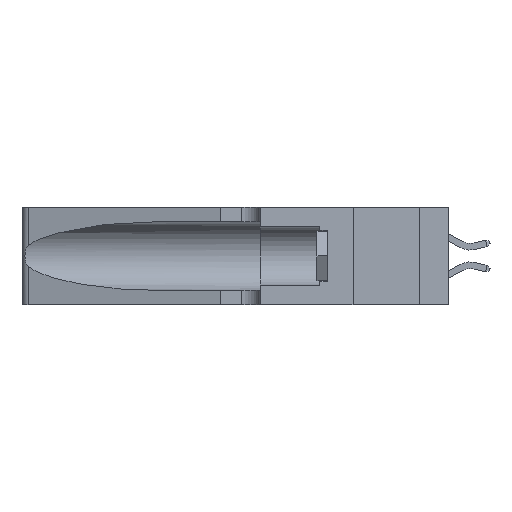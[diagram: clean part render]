
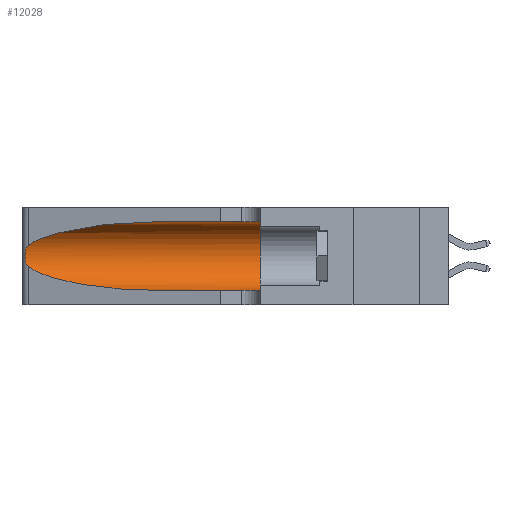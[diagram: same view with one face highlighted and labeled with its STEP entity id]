
A CAD part, left-side view. The second image highlights one B-rep face of the part: STEP entity #12028.
In plain terms, the highlighted cylindrical face has radius 3.308 mm (diameter 6.617 mm), a partial arc.
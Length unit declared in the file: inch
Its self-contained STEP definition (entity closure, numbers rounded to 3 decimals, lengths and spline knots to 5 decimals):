
#1725 = DIRECTION ( 'NONE',  ( 0., 0., -1. ) ) ;
#1823 = EDGE_CURVE ( 'NONE', #16392, #37035, #39944, .T. ) ;
#2114 =( BOUNDED_CURVE ( )  B_SPLINE_CURVE ( 3, ( #38148, #16783, #25967, #7509 ),
 .UNSPECIFIED., .F., .F. ) 
 B_SPLINE_CURVE_WITH_KNOTS ( ( 4, 4 ),
 ( 3.44316, 4.71239 ),
 .UNSPECIFIED. ) 
 CURVE ( )  GEOMETRIC_REPRESENTATION_ITEM ( )  RATIONAL_B_SPLINE_CURVE ( ( 1., 0.87, 0.87, 1. ) ) 
 REPRESENTATION_ITEM ( '' )  );
#2397 = AXIS2_PLACEMENT_3D ( 'NONE', #32523, #14193, #35575 ) ;
#3594 = CARTESIAN_POINT ( 'NONE',  ( 0.18966, 0.96281, 0.31525 ) ) ;
#4245 = EDGE_CURVE ( 'NONE', #23689, #5508, #16697, .T. ) ;
#5093 = CARTESIAN_POINT ( 'NONE',  ( 0.25787, 1.23484, 0.2124 ) ) ;
#5508 = VERTEX_POINT ( 'NONE', #30043 ) ;
#5550 = AXIS2_PLACEMENT_3D ( 'NONE', #23662, #23528, #1725 ) ;
#7509 = CARTESIAN_POINT ( 'NONE',  ( 0.1305, 0.72297, 0.05475 ) ) ;
#7597 = EDGE_LOOP ( 'NONE', ( #13017, #39369, #9607, #27877, #38898, #26445 ) ) ;
#8280 = CARTESIAN_POINT ( 'NONE',  ( 0.26018, 1.23835, 0.19895 ) ) ;
#8632 = FACE_OUTER_BOUND ( 'NONE', #7597, .T. ) ;
#8812 = CARTESIAN_POINT ( 'NONE',  ( 0.1305, 0.72297, 0.31525 ) ) ;
#9215 = VERTEX_POINT ( 'NONE', #38064 ) ;
#9607 = ORIENTED_EDGE ( 'NONE', *, *, #9920, .T. ) ;
#9920 = EDGE_CURVE ( 'NONE', #36096, #9215, #2114, .T. ) ;
#9937 = CARTESIAN_POINT ( 'NONE',  ( 0.25487, 1.22718, 0.22369 ) ) ;
#11420 = CARTESIAN_POINT ( 'NONE',  ( 0.26075, 1.23896, 0.178 ) ) ;
#12028 = ADVANCED_FACE ( 'NONE', ( #8632 ), #15950, .F. ) ;
#13017 = ORIENTED_EDGE ( 'NONE', *, *, #4245, .T. ) ;
#14193 = DIRECTION ( 'NONE',  ( 0., 1., 0. ) ) ;
#14563 = CARTESIAN_POINT ( 'NONE',  ( 0.25856, 1.23593, 0.16098 ) ) ;
#15950 = CYLINDRICAL_SURFACE ( 'NONE', #5550, 0.13025 ) ;
#15958 = DIRECTION ( 'NONE',  ( 0., -1., 0. ) ) ;
#16031 = CARTESIAN_POINT ( 'NONE',  ( 0.1305, 0.35, 0.05475 ) ) ;
#16392 = VERTEX_POINT ( 'NONE', #23822 ) ;
#16697 =( BOUNDED_CURVE ( )  B_SPLINE_CURVE ( 3, ( #28345, #3594, #22235, #9937 ),
 .UNSPECIFIED., .F., .F. ) 
 B_SPLINE_CURVE_WITH_KNOTS ( ( 4, 4 ),
 ( 1.5708, 2.84003 ),
 .UNSPECIFIED. ) 
 CURVE ( )  GEOMETRIC_REPRESENTATION_ITEM ( )  RATIONAL_B_SPLINE_CURVE ( ( 1., 0.87, 0.87, 1. ) ) 
 REPRESENTATION_ITEM ( '' )  );
#16783 = CARTESIAN_POINT ( 'NONE',  ( 0.2373, 1.15595, 0.08982 ) ) ;
#17658 = CARTESIAN_POINT ( 'NONE',  ( 0.25639, 1.23186, 0.15144 ) ) ;
#20597 = CARTESIAN_POINT ( 'NONE',  ( 0.25487, 1.22718, 0.22369 ) ) ;
#20736 = CARTESIAN_POINT ( 'NONE',  ( 0.25487, 1.22718, 0.14631 ) ) ;
#21178 = CARTESIAN_POINT ( 'NONE',  ( 0.25487, 1.22718, 0.14631 ) ) ;
#21593 = CARTESIAN_POINT ( 'NONE',  ( 0.1305, 1.61858, 0.05475 ) ) ;
#22235 = CARTESIAN_POINT ( 'NONE',  ( 0.2373, 1.15595, 0.28018 ) ) ;
#23528 = DIRECTION ( 'NONE',  ( 0., -1., 0. ) ) ;
#23594 = EDGE_CURVE ( 'NONE', #5508, #36096, #39236, .T. ) ;
#23662 = CARTESIAN_POINT ( 'NONE',  ( 0.1305, 1.61858, 0.185 ) ) ;
#23689 = VERTEX_POINT ( 'NONE', #8812 ) ;
#23704 = CARTESIAN_POINT ( 'NONE',  ( 0.25639, 1.23184, 0.21858 ) ) ;
#23822 = CARTESIAN_POINT ( 'NONE',  ( 0.1305, 0.35, 0.31525 ) ) ;
#25922 = VECTOR ( 'NONE', #30792, 39.37008 ) ;
#25967 = CARTESIAN_POINT ( 'NONE',  ( 0.18966, 0.96281, 0.05475 ) ) ;
#26347 = EDGE_CURVE ( 'NONE', #23689, #16392, #26498, .T. ) ;
#26445 = ORIENTED_EDGE ( 'NONE', *, *, #26347, .F. ) ;
#26498 = LINE ( 'NONE', #37317, #35582 ) ;
#26719 = CARTESIAN_POINT ( 'NONE',  ( 0.25854, 1.2359, 0.20912 ) ) ;
#27877 = ORIENTED_EDGE ( 'NONE', *, *, #28166, .T. ) ;
#28166 = EDGE_CURVE ( 'NONE', #9215, #37035, #34081, .T. ) ;
#28345 = CARTESIAN_POINT ( 'NONE',  ( 0.1305, 0.72297, 0.31525 ) ) ;
#29797 = CARTESIAN_POINT ( 'NONE',  ( 0.26075, 1.23896, 0.19203 ) ) ;
#30043 = CARTESIAN_POINT ( 'NONE',  ( 0.25487, 1.22718, 0.22369 ) ) ;
#30792 = DIRECTION ( 'NONE',  ( 0., -1., 0. ) ) ;
#32523 = CARTESIAN_POINT ( 'NONE',  ( 0.1305, 0.35, 0.185 ) ) ;
#32886 = CARTESIAN_POINT ( 'NONE',  ( 0.26017, 1.23833, 0.17102 ) ) ;
#34081 = LINE ( 'NONE', #21593, #25922 ) ;
#35575 = DIRECTION ( 'NONE',  ( 0., 0., 1. ) ) ;
#35582 = VECTOR ( 'NONE', #15958, 39.37008 ) ;
#35800 = CARTESIAN_POINT ( 'NONE',  ( 0.25555, 1.22994, 0.2215 ) ) ;
#35944 = CARTESIAN_POINT ( 'NONE',  ( 0.25789, 1.23486, 0.15765 ) ) ;
#36096 = VERTEX_POINT ( 'NONE', #21178 ) ;
#37035 = VERTEX_POINT ( 'NONE', #16031 ) ;
#37317 = CARTESIAN_POINT ( 'NONE',  ( 0.1305, 1.61858, 0.31525 ) ) ;
#38064 = CARTESIAN_POINT ( 'NONE',  ( 0.1305, 0.72297, 0.05475 ) ) ;
#38148 = CARTESIAN_POINT ( 'NONE',  ( 0.25487, 1.22718, 0.14631 ) ) ;
#38898 = ORIENTED_EDGE ( 'NONE', *, *, #1823, .F. ) ;
#39040 = CARTESIAN_POINT ( 'NONE',  ( 0.25555, 1.22993, 0.14849 ) ) ;
#39236 = B_SPLINE_CURVE_WITH_KNOTS ( 'NONE', 3,
 ( #20597, #35800, #23704, #5093, #26719, #8280, #29797, #11420, #32886, #14563, #35944, #17658, #39040, #20736 ),
 .UNSPECIFIED., .F., .F.,
 ( 4, 2, 2, 2, 2, 2, 4 ),
 ( 0., 0.00027, 0.00053, 0.00107, 0.0016, 0.00187, 0.00214 ),
 .UNSPECIFIED. ) ;
#39369 = ORIENTED_EDGE ( 'NONE', *, *, #23594, .T. ) ;
#39944 = CIRCLE ( 'NONE', #2397, 0.13025 ) ;
